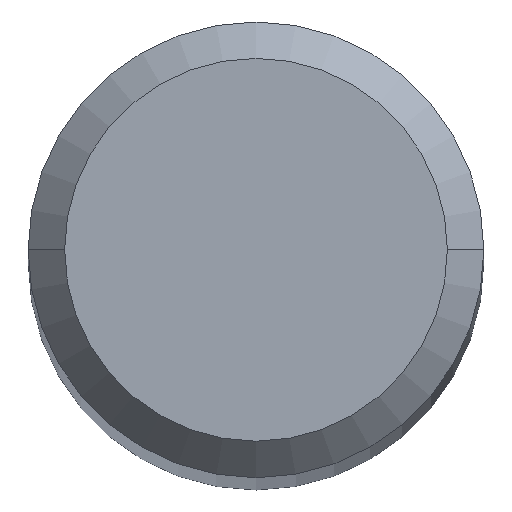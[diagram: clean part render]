
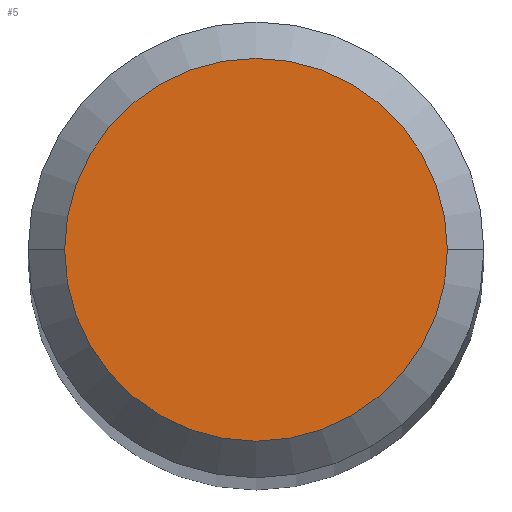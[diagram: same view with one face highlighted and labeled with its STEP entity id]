
A CAD part, top view. The second image highlights one B-rep face of the part: STEP entity #5.
In plain terms, the highlighted planar face has unit normal (0, 0, 1).
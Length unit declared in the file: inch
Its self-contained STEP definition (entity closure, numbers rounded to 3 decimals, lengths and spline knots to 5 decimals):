
#5 = ADVANCED_FACE ( 'NONE', ( #92 ), #50, .T. ) ;
#14 = DIRECTION ( 'NONE',  ( 1., 0., 0. ) ) ;
#18 = ORIENTED_EDGE ( 'NONE', *, *, #186, .T. ) ;
#19 = VERTEX_POINT ( 'NONE', #75 ) ;
#24 = AXIS2_PLACEMENT_3D ( 'NONE', #131, #71, #14 ) ;
#25 = CARTESIAN_POINT ( 'NONE',  ( -0.07875, 0., 3. ) ) ;
#31 = EDGE_LOOP ( 'NONE', ( #18, #152 ) ) ;
#39 = DIRECTION ( 'NONE',  ( 1., 0., 0. ) ) ;
#50 = PLANE ( 'NONE',  #244 ) ;
#53 = VERTEX_POINT ( 'NONE', #25 ) ;
#70 = CIRCLE ( 'NONE', #153, 0.07875 ) ;
#71 = DIRECTION ( 'NONE',  ( 0., 0., 1. ) ) ;
#74 = DIRECTION ( 'NONE',  ( 0., 0., 1. ) ) ;
#75 = CARTESIAN_POINT ( 'NONE',  ( 0.07875, 0., 3. ) ) ;
#92 = FACE_OUTER_BOUND ( 'NONE', #31, .T. ) ;
#123 = CARTESIAN_POINT ( 'NONE',  ( 0., 0., 3. ) ) ;
#131 = CARTESIAN_POINT ( 'NONE',  ( 0., 0., 3. ) ) ;
#140 = DIRECTION ( 'NONE',  ( 1., 0., 0. ) ) ;
#152 = ORIENTED_EDGE ( 'NONE', *, *, #223, .T. ) ;
#153 = AXIS2_PLACEMENT_3D ( 'NONE', #123, #183, #39 ) ;
#181 = CARTESIAN_POINT ( 'NONE',  ( 0., 0., 3. ) ) ;
#183 = DIRECTION ( 'NONE',  ( 0., 0., 1. ) ) ;
#186 = EDGE_CURVE ( 'NONE', #53, #19, #70, .T. ) ;
#223 = EDGE_CURVE ( 'NONE', #19, #53, #246, .T. ) ;
#244 = AXIS2_PLACEMENT_3D ( 'NONE', #181, #74, #140 ) ;
#246 = CIRCLE ( 'NONE', #24, 0.07875 ) ;
